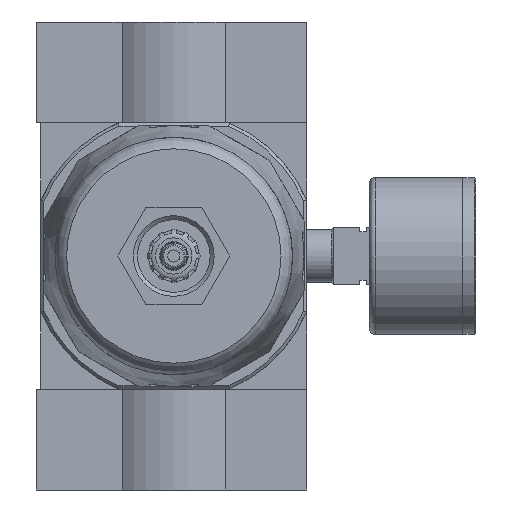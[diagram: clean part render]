
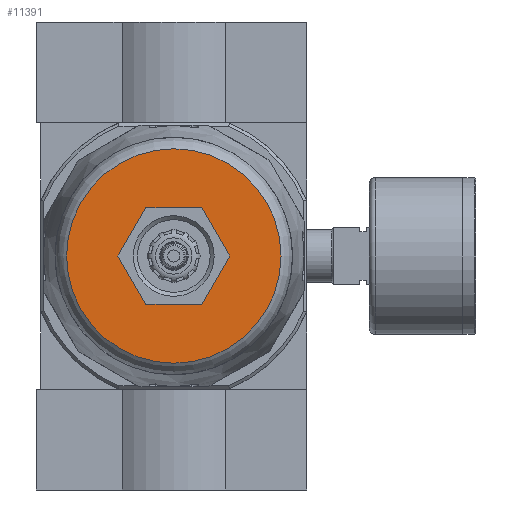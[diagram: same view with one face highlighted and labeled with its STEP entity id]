
A CAD part, front view. The second image highlights one B-rep face of the part: STEP entity #11391.
In plain terms, the highlighted planar face has unit normal (0, -1, 0).
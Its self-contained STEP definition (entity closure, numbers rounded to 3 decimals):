
#778=CIRCLE('',#12160,26.576);
#2478=ORIENTED_EDGE('',*,*,#4205,.T.);
#2479=ORIENTED_EDGE('',*,*,#4354,.T.);
#2480=ORIENTED_EDGE('',*,*,#4369,.T.);
#2481=ORIENTED_EDGE('',*,*,#4366,.T.);
#2482=ORIENTED_EDGE('',*,*,#4363,.T.);
#2483=ORIENTED_EDGE('',*,*,#4360,.T.);
#2484=ORIENTED_EDGE('',*,*,#4357,.T.);
#4205=EDGE_CURVE('',#5362,#5362,#778,.F.);
#4354=EDGE_CURVE('',#5445,#5444,#6164,.T.);
#4357=EDGE_CURVE('',#5447,#5445,#6167,.T.);
#4360=EDGE_CURVE('',#5449,#5447,#6170,.T.);
#4363=EDGE_CURVE('',#5451,#5449,#6173,.T.);
#4366=EDGE_CURVE('',#5453,#5451,#6176,.T.);
#4369=EDGE_CURVE('',#5444,#5453,#6179,.T.);
#5362=VERTEX_POINT('',#17163);
#5444=VERTEX_POINT('',#17667);
#5445=VERTEX_POINT('',#17669);
#5447=VERTEX_POINT('',#17675);
#5449=VERTEX_POINT('',#17681);
#5451=VERTEX_POINT('',#17687);
#5453=VERTEX_POINT('',#17693);
#6164=LINE('',#17668,#6784);
#6167=LINE('',#17674,#6787);
#6170=LINE('',#17680,#6790);
#6173=LINE('',#17686,#6793);
#6176=LINE('',#17692,#6796);
#6179=LINE('',#17697,#6799);
#6784=VECTOR('',#14178,1000.);
#6787=VECTOR('',#14183,1000.);
#6790=VECTOR('',#14188,1000.);
#6793=VECTOR('',#14193,1000.);
#6796=VECTOR('',#14198,1000.);
#6799=VECTOR('',#14203,1000.);
#7471=EDGE_LOOP('',(#2478));
#7472=EDGE_LOOP('',(#2479,#2480,#2481,#2482,#2483,#2484));
#8237=FACE_BOUND('',#7471,.T.);
#8238=FACE_BOUND('',#7472,.T.);
#8805=PLANE('',#12257);
#11391=ADVANCED_FACE('',(#8237,#8238),#8805,.F.);
#12160=AXIS2_PLACEMENT_3D('',#17162,#13922,#13923);
#12257=AXIS2_PLACEMENT_3D('',#17698,#14204,#14205);
#13922=DIRECTION('',(0.,1.,0.));
#13923=DIRECTION('',(0.,0.,1.));
#14178=DIRECTION('',(0.,0.,1.));
#14183=DIRECTION('',(-0.866,0.,0.5));
#14188=DIRECTION('',(-0.866,0.,-0.5));
#14193=DIRECTION('',(0.,0.,-1.));
#14198=DIRECTION('',(0.866,0.,-0.5));
#14203=DIRECTION('',(0.866,0.,0.5));
#14204=DIRECTION('',(0.,1.,0.));
#14205=DIRECTION('',(0.,0.,1.));
#17162=CARTESIAN_POINT('',(0.,-164.,0.));
#17163=CARTESIAN_POINT('',(0.,-164.,26.576));
#17667=CARTESIAN_POINT('',(-12.,-164.,6.928));
#17668=CARTESIAN_POINT('',(-12.,-164.,-6.928));
#17669=CARTESIAN_POINT('',(-12.,-164.,-6.928));
#17674=CARTESIAN_POINT('',(0.,-164.,-13.856));
#17675=CARTESIAN_POINT('',(0.,-164.,-13.856));
#17680=CARTESIAN_POINT('',(12.,-164.,-6.928));
#17681=CARTESIAN_POINT('',(12.,-164.,-6.928));
#17686=CARTESIAN_POINT('',(12.,-164.,6.928));
#17687=CARTESIAN_POINT('',(12.,-164.,6.928));
#17692=CARTESIAN_POINT('',(0.,-164.,13.856));
#17693=CARTESIAN_POINT('',(0.,-164.,13.856));
#17697=CARTESIAN_POINT('',(-12.,-164.,6.928));
#17698=CARTESIAN_POINT('',(0.,-164.,0.));
